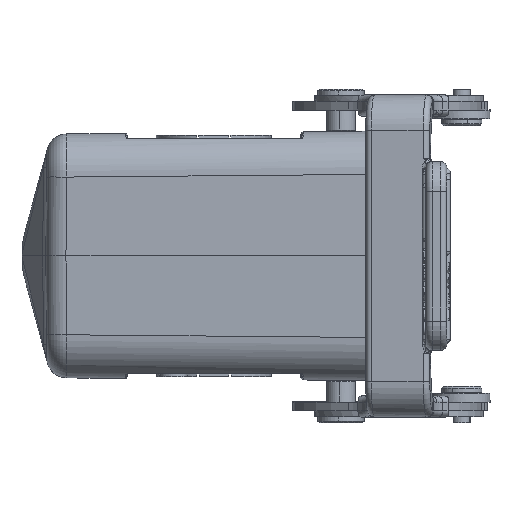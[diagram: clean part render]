
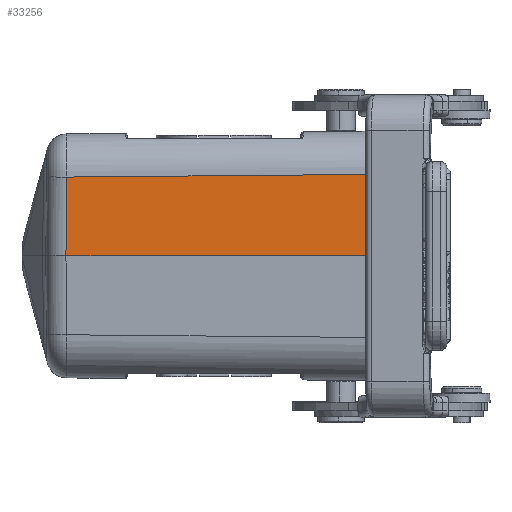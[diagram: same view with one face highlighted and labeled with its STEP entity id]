
A CAD part, left-side view. The second image highlights one B-rep face of the part: STEP entity #33256.
In plain terms, the highlighted planar face has unit normal (-1, 0.009, 0.009).
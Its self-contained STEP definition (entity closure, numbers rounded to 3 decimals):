
#2157=CARTESIAN_POINT('',(-35.915,123.412,13.6));
#2333=DIRECTION('',(0.009,1.,0.));
#2334=VECTOR('',#2333,9.492);
#2335=CARTESIAN_POINT('',(-36.491,71.008,
0.));
#2336=LINE('',#2335,#2334);
#2337=DIRECTION('',(0.009,1.,0.));
#2338=VECTOR('',#2337,43.032);
#2339=CARTESIAN_POINT('',(-36.408,80.5,
-0.001));
#2340=LINE('',#2339,#2338);
#2341=DIRECTION('',(0.009,-0.009,1.));
#2342=VECTOR('',#2341,13.601);
#2343=CARTESIAN_POINT('',(-36.033,123.531,
0.));
#2344=LINE('',#2343,#2342);
#2345=DIRECTION('',(-0.009,-1.,0.009));
#2346=VECTOR('',#2345,52.407);
#2347=CARTESIAN_POINT('',(-35.915,123.412,13.6));
#2348=LINE('',#2347,#2346);
#2364=DIRECTION('',(0.009,0.,1.));
#2365=VECTOR('',#2364,14.058);
#2366=CARTESIAN_POINT('',(-36.491,71.008,
0.));
#2367=LINE('',#2366,#2365);
#23576=VERTEX_POINT('',#2157);
#23599=CARTESIAN_POINT('',(-36.033,123.531,
0.));
#23600=VERTEX_POINT('',#23599);
#23601=CARTESIAN_POINT('',(-36.491,71.008,
0.));
#23602=CARTESIAN_POINT('',(-36.408,80.5,
-0.001));
#23603=VERTEX_POINT('',#23601);
#23604=VERTEX_POINT('',#23602);
#23605=CARTESIAN_POINT('',(-36.369,71.008,
14.057));
#23606=VERTEX_POINT('',#23605);
#33242=CARTESIAN_POINT('',(-36.201,97.269,
7.026));
#33243=DIRECTION('',(1.,-0.009,-0.009));
#33244=DIRECTION('',(0.009,0.,1.));
#33245=AXIS2_PLACEMENT_3D('',#33242,#33243,#33244);
#33246=PLANE('',#33245);
#33247=ORIENTED_EDGE('',*,*,#33232,.T.);
#33248=ORIENTED_EDGE('',*,*,#33230,.T.);
#33250=ORIENTED_EDGE('',*,*,#33249,.T.);
#33251=ORIENTED_EDGE('',*,*,#32244,.T.);
#33253=ORIENTED_EDGE('',*,*,#33252,.F.);
#33254=EDGE_LOOP('',(#33247,#33248,#33250,#33251,#33253));
#33255=FACE_OUTER_BOUND('',#33254,.F.);
#33256=ADVANCED_FACE('',(#33255),#33246,.F.);
#32244=EDGE_CURVE('',#23576,#23606,#2348,.T.);
#33230=EDGE_CURVE('',#23604,#23600,#2340,.T.);
#33232=EDGE_CURVE('',#23603,#23604,#2336,.T.);
#33249=EDGE_CURVE('',#23600,#23576,#2344,.T.);
#33252=EDGE_CURVE('',#23603,#23606,#2367,.T.);
